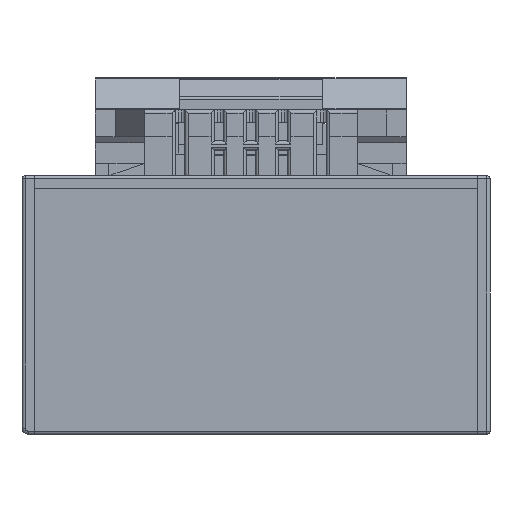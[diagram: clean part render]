
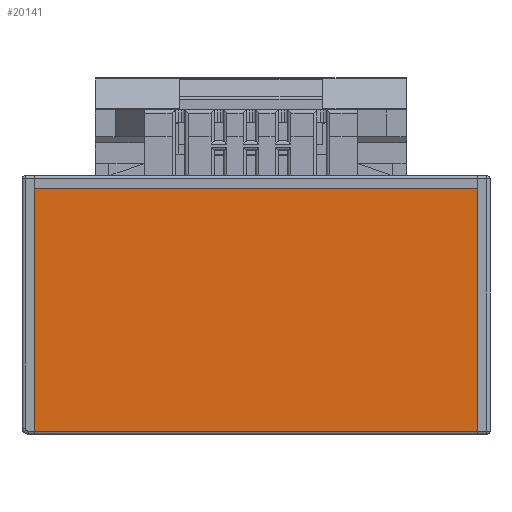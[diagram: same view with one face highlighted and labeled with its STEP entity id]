
A CAD part, front view. The second image highlights one B-rep face of the part: STEP entity #20141.
In plain terms, the highlighted planar face has unit normal (0, -1, 0).
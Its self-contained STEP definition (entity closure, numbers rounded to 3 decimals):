
#1120=LINE('',#27122,#3209);
#1346=LINE('',#27650,#3435);
#2039=LINE('',#30358,#4128);
#2040=LINE('',#30360,#4129);
#3209=VECTOR('',#22411,10.);
#3435=VECTOR('',#22877,10.);
#4128=VECTOR('',#24342,10.);
#4129=VECTOR('',#24345,10.);
#5805=FACE_OUTER_BOUND('',#7017,.T.);
#7017=EDGE_LOOP('',(#15379,#15380,#15381,#15382));
#8330=VERTEX_POINT('',#27119);
#8331=VERTEX_POINT('',#27121);
#8512=VERTEX_POINT('',#27647);
#8513=VERTEX_POINT('',#27649);
#10254=EDGE_CURVE('',#8330,#8331,#1120,.T.);
#10521=EDGE_CURVE('',#8512,#8513,#1346,.T.);
#11370=EDGE_CURVE('',#8513,#8330,#2039,.T.);
#11371=EDGE_CURVE('',#8512,#8331,#2040,.T.);
#15379=ORIENTED_EDGE('',*,*,#11371,.T.);
#15380=ORIENTED_EDGE('',*,*,#10254,.F.);
#15381=ORIENTED_EDGE('',*,*,#11370,.F.);
#15382=ORIENTED_EDGE('',*,*,#10521,.F.);
#19241=PLANE('',#21494);
#20141=ADVANCED_FACE('',(#5805),#19241,.T.);
#21494=AXIS2_PLACEMENT_3D('',#30359,#24343,#24344);
#22411=DIRECTION('',(0.,0.,-1.));
#22877=DIRECTION('',(0.,0.,1.));
#24342=DIRECTION('',(1.,0.,0.));
#24343=DIRECTION('center_axis',(0.,-1.,0.));
#24344=DIRECTION('ref_axis',(0.,0.,-1.));
#24345=DIRECTION('',(1.,0.,0.));
#27119=CARTESIAN_POINT('',(36.494,-11.4,28.2));
#27121=CARTESIAN_POINT('',(36.494,-11.4,-10.9));
#27122=CARTESIAN_POINT('',(36.494,-11.4,28.2));
#27647=CARTESIAN_POINT('',(-34.825,-11.4,-10.9));
#27649=CARTESIAN_POINT('',(-34.825,-11.4,28.2));
#27650=CARTESIAN_POINT('',(-34.825,-11.4,28.2));
#30358=CARTESIAN_POINT('',(0.,-11.4,28.2));
#30359=CARTESIAN_POINT('Origin',(0.,-11.4,28.2));
#30360=CARTESIAN_POINT('',(0.,-11.4,-10.9));
